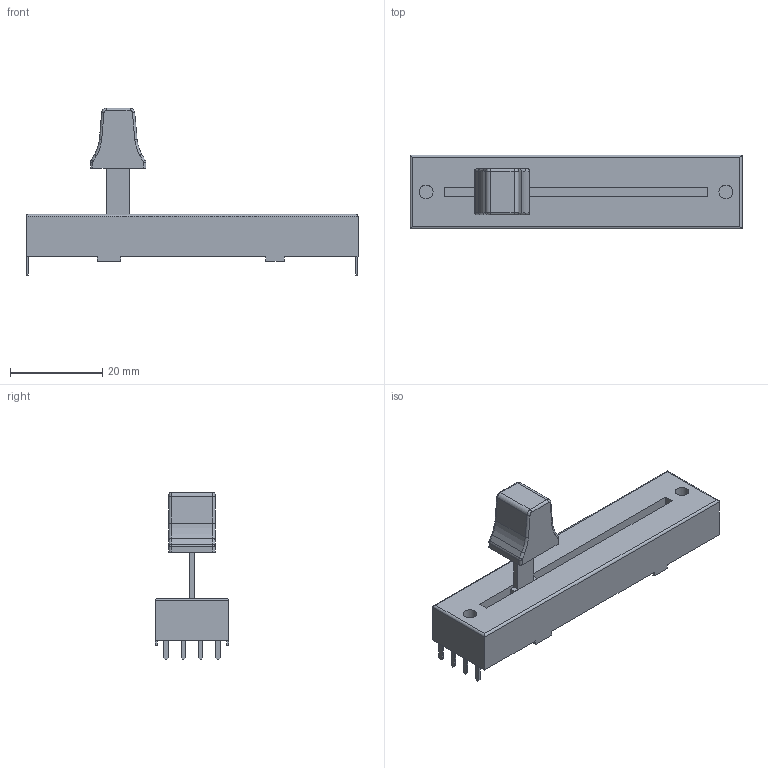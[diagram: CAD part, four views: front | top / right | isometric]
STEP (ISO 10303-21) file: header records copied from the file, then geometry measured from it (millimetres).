
FILE_DESCRIPTION(/* description */ (''),/* implementation_level */ '2;1');
FILE_NAME(/* name */ 'RA45D2F-21x-20D1-xxx.step',/* time_stamp */ '2024-11-03T13:44:26+01:00',/* author */ (''),/* organization */ (''),/* preprocessor_version */ 'ST-DEVELOPER v20',/* originating_system */ 'Autodesk Translation Framework v13.20.0.188',/* authorisation */ '');
FILE_SCHEMA (('AUTOMOTIVE_DESIGN { 1 0 10303 214 3 1 1 }'));
Length unit declared in the file: millimetre
Products named in the file (4): RA45D2F-21x-20D1-xxx; Component1; Component2; Component3
Assembly tree (3 placements, depth 2):
  RA45D2F-21x-20D1-xxx
    Component1
    Component2
    Component3
Bounding box: 72 x 16 x 36.3 mm (x, y, z)
Volume: 11069 mm3; surface area: 5864.5 mm2
Topology: 9 solids, 9 shells, 152 faces, 362 edges, 232 vertices
Faces by surface type: plane 114, cylinder 26, bspline 8, torus 4
Full cylindrical faces by diameter (mm): 3 x2
Entity records: 4481 total; most frequent: CARTESIAN_POINT 817, ORIENTED_EDGE 724, DIRECTION 724, EDGE_CURVE 362, LINE 302, VECTOR 302, VERTEX_POINT 232, AXIS2_PLACEMENT_3D 211
